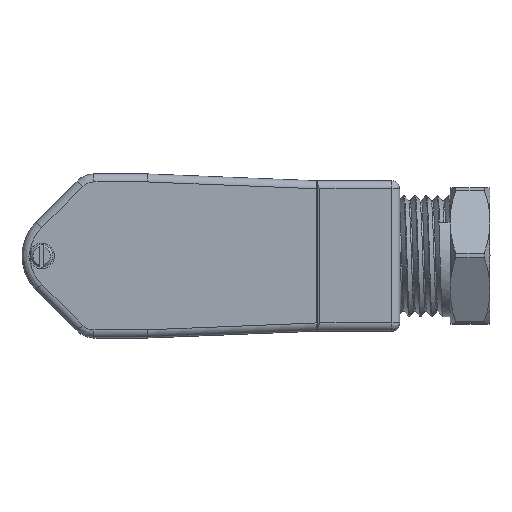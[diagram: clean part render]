
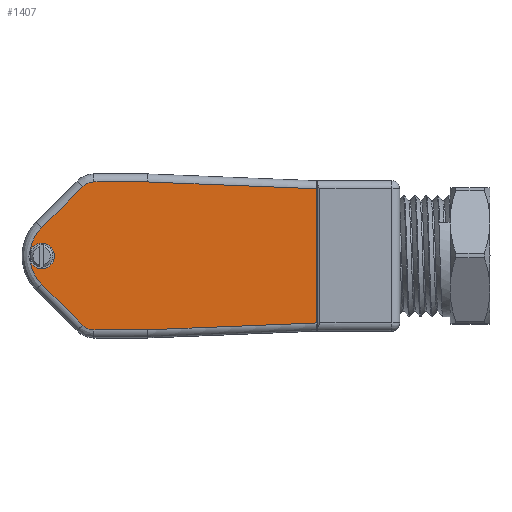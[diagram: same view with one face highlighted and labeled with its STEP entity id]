
A CAD part, top view. The second image highlights one B-rep face of the part: STEP entity #1407.
In plain terms, the highlighted planar face has unit normal (0, 0, 1).
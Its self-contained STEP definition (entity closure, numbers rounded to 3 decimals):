
#1105=CIRCLE('',#7999,1.6);
#1106=CIRCLE('',#8000,1.6);
#1107=CIRCLE('',#8002,2.);
#1108=CIRCLE('',#8003,5.);
#1109=CIRCLE('',#8004,5.);
#1110=CIRCLE('',#8005,2.);
#1407=ADVANCED_FACE('',(#2033),#1841,.T.);
#1841=PLANE('',#8006);
#2033=FACE_OUTER_BOUND('',#2448,.T.);
#2448=EDGE_LOOP('',(#3002,#3003,#3004,#3005,#3006,#3007,#3008,#3009,#3010,
#3011,#3012,#3013,#3014));
#3002=ORIENTED_EDGE('',*,*,#5828,.T.);
#3003=ORIENTED_EDGE('',*,*,#5829,.T.);
#3004=ORIENTED_EDGE('',*,*,#5830,.T.);
#3005=ORIENTED_EDGE('',*,*,#5831,.T.);
#3006=ORIENTED_EDGE('',*,*,#5832,.T.);
#3007=ORIENTED_EDGE('',*,*,#5826,.T.);
#3008=ORIENTED_EDGE('',*,*,#5825,.T.);
#3009=ORIENTED_EDGE('',*,*,#5833,.T.);
#3010=ORIENTED_EDGE('',*,*,#5834,.T.);
#3011=ORIENTED_EDGE('',*,*,#5835,.T.);
#3012=ORIENTED_EDGE('',*,*,#5836,.T.);
#3013=ORIENTED_EDGE('',*,*,#5837,.T.);
#3014=ORIENTED_EDGE('',*,*,#5838,.T.);
#5143=VERTEX_POINT('',#10706);
#5144=VERTEX_POINT('',#10707);
#5145=VERTEX_POINT('',#10709);
#5146=VERTEX_POINT('',#10716);
#5147=VERTEX_POINT('',#10717);
#5148=VERTEX_POINT('',#10719);
#5149=VERTEX_POINT('',#10721);
#5150=VERTEX_POINT('',#10723);
#5151=VERTEX_POINT('',#10726);
#5152=VERTEX_POINT('',#10728);
#5153=VERTEX_POINT('',#10730);
#5154=VERTEX_POINT('',#10732);
#5155=VERTEX_POINT('',#10734);
#5825=EDGE_CURVE('',#5143,#5144,#1105,.T.);
#5826=EDGE_CURVE('',#5145,#5143,#1106,.T.);
#5828=EDGE_CURVE('',#5146,#5147,#6889,.T.);
#5829=EDGE_CURVE('',#5147,#5148,#6890,.T.);
#5830=EDGE_CURVE('',#5148,#5149,#1107,.T.);
#5831=EDGE_CURVE('',#5149,#5150,#6891,.T.);
#5832=EDGE_CURVE('',#5150,#5145,#1108,.T.);
#5833=EDGE_CURVE('',#5144,#5151,#1109,.T.);
#5834=EDGE_CURVE('',#5151,#5152,#6892,.T.);
#5835=EDGE_CURVE('',#5152,#5153,#1110,.T.);
#5836=EDGE_CURVE('',#5153,#5154,#6893,.T.);
#5837=EDGE_CURVE('',#5154,#5155,#6894,.T.);
#5838=EDGE_CURVE('',#5155,#5146,#6895,.T.);
#6889=LINE('',#10715,#7464);
#6890=LINE('',#10718,#7465);
#6891=LINE('',#10722,#7466);
#6892=LINE('',#10727,#7467);
#6893=LINE('',#10731,#7468);
#6894=LINE('',#10733,#7469);
#6895=LINE('',#10735,#7470);
#7464=VECTOR('',#8762,1.);
#7465=VECTOR('',#8763,1.);
#7466=VECTOR('',#8766,1.);
#7467=VECTOR('',#8771,1.);
#7468=VECTOR('',#8774,1.);
#7469=VECTOR('',#8775,1.);
#7470=VECTOR('',#8776,1.);
#7999=AXIS2_PLACEMENT_3D('',#10705,#8756,#8757);
#8000=AXIS2_PLACEMENT_3D('',#10708,#8758,#8759);
#8002=AXIS2_PLACEMENT_3D('',#10720,#8764,#8765);
#8003=AXIS2_PLACEMENT_3D('',#10724,#8767,#8768);
#8004=AXIS2_PLACEMENT_3D('',#10725,#8769,#8770);
#8005=AXIS2_PLACEMENT_3D('',#10729,#8772,#8773);
#8006=AXIS2_PLACEMENT_3D('',#10736,#8777,#8778);
#8756=DIRECTION('',(0.,0.,-1.));
#8757=DIRECTION('',(0.,1.,0.));
#8758=DIRECTION('',(0.,0.,-1.));
#8759=DIRECTION('',(-0.879,0.477,0.));
#8762=DIRECTION('',(-0.999,0.04,0.));
#8763=DIRECTION('',(-1.,0.,0.));
#8764=DIRECTION('',(0.,0.,1.));
#8765=DIRECTION('',(0.,1.,0.));
#8766=DIRECTION('',(-0.707,-0.707,0.));
#8767=DIRECTION('',(0.,0.,1.));
#8768=DIRECTION('',(-0.707,0.707,0.));
#8769=DIRECTION('',(0.,0.,1.));
#8770=DIRECTION('',(-0.988,-0.153,0.));
#8771=DIRECTION('',(0.707,-0.707,0.));
#8772=DIRECTION('',(0.,0.,1.));
#8773=DIRECTION('',(-0.707,-0.707,0.));
#8774=DIRECTION('',(1.,0.,0.));
#8775=DIRECTION('',(0.999,0.04,0.));
#8776=DIRECTION('',(0.,1.,0.));
#8777=DIRECTION('',(0.,0.,1.));
#8778=DIRECTION('',(0.,1.,0.));
#10705=CARTESIAN_POINT('',(-11.299,-0.004,38.103));
#10706=CARTESIAN_POINT('',(-11.3,1.596,38.103));
#10707=CARTESIAN_POINT('',(-12.705,-0.768,38.104));
#10708=CARTESIAN_POINT('',(-11.299,-0.004,38.103));
#10709=CARTESIAN_POINT('',(-12.706,0.759,38.104));
#10715=CARTESIAN_POINT('',(23.099,8.401,38.093));
#10716=CARTESIAN_POINT('',(23.099,8.401,38.093));
#10717=CARTESIAN_POINT('',(1.979,9.248,38.099));
#10718=CARTESIAN_POINT('',(1.979,9.248,38.099));
#10719=CARTESIAN_POINT('',(-4.759,9.247,38.101));
#10720=CARTESIAN_POINT('',(-4.758,7.247,38.101));
#10721=CARTESIAN_POINT('',(-6.173,8.661,38.102));
#10722=CARTESIAN_POINT('',(-6.173,8.661,38.102));
#10723=CARTESIAN_POINT('',(-11.3,3.531,38.103));
#10724=CARTESIAN_POINT('',(-7.764,-0.004,38.102));
#10725=CARTESIAN_POINT('',(-7.764,-0.004,38.102));
#10726=CARTESIAN_POINT('',(-11.299,-3.54,38.103));
#10727=CARTESIAN_POINT('',(-11.299,-3.54,38.103));
#10728=CARTESIAN_POINT('',(-6.169,-8.668,38.102));
#10729=CARTESIAN_POINT('',(-4.755,-7.253,38.101));
#10730=CARTESIAN_POINT('',(-4.755,-9.253,38.101));
#10731=CARTESIAN_POINT('',(-4.755,-9.253,38.101));
#10732=CARTESIAN_POINT('',(1.982,-9.252,38.099));
#10733=CARTESIAN_POINT('',(1.982,-9.252,38.099));
#10734=CARTESIAN_POINT('',(23.102,-8.397,38.093));
#10735=CARTESIAN_POINT('',(23.102,-8.397,38.093));
#10736=CARTESIAN_POINT('',(24.024,-10.76,38.093));
